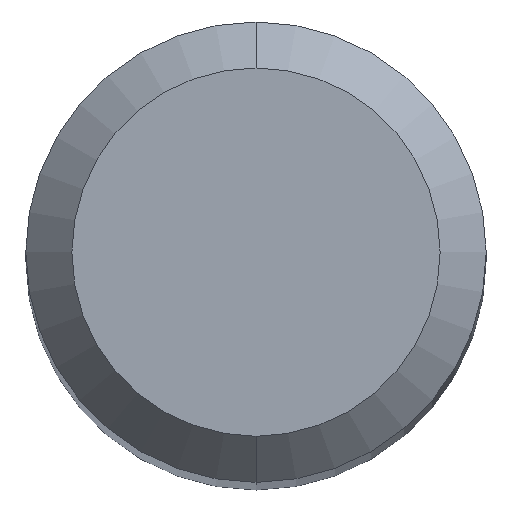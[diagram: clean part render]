
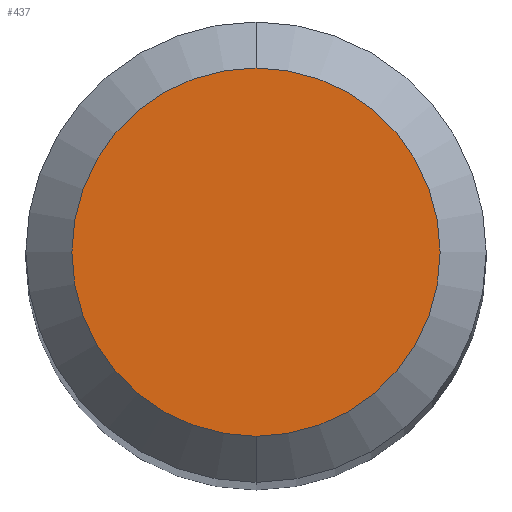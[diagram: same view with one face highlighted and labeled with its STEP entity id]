
A CAD part, top view. The second image highlights one B-rep face of the part: STEP entity #437.
In plain terms, the highlighted planar face has unit normal (0, 0, 1).
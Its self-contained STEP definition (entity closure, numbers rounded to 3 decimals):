
#189=EDGE_CURVE('',#421,#387,#498,.T.);
#387=VERTEX_POINT('',#712);
#421=VERTEX_POINT('',#749);
#437=ADVANCED_FACE('',(#768),#769,.T.);
#447=EDGE_CURVE('',#387,#421,#781,.T.);
#498=CIRCLE('',#833,1.2);
#712=CARTESIAN_POINT('',(0.,-1.2,0.0));
#749=CARTESIAN_POINT('',(0.0,1.2,0.0));
#768=FACE_OUTER_BOUND('',#1379,.T.);
#769=PLANE('',#1380);
#781=CIRCLE('',#1395,1.2);
#833=AXIS2_PLACEMENT_3D('',#1465,#1466,#1467);
#1379=EDGE_LOOP('',(#1745,#1746));
#1380=AXIS2_PLACEMENT_3D('',#1747,#1748,#1749);
#1395=AXIS2_PLACEMENT_3D('',#1768,#1769,#1770);
#1465=CARTESIAN_POINT('',(0.0,0.0,0.0));
#1466=DIRECTION('',(0.0,0.0,-1.0));
#1467=DIRECTION('',(0.0,1.0,0.0));
#1745=ORIENTED_EDGE('',*,*,#189,.F.);
#1746=ORIENTED_EDGE('',*,*,#447,.F.);
#1747=CARTESIAN_POINT('',(0.0,0.6,0.0));
#1748=DIRECTION('',(-0.0,0.0,1.0));
#1749=DIRECTION('',(0.0,-1.0,0.0));
#1768=CARTESIAN_POINT('',(0.0,0.0,0.0));
#1769=DIRECTION('',(0.0,0.0,-1.0));
#1770=DIRECTION('',(0.0,1.0,0.0));
